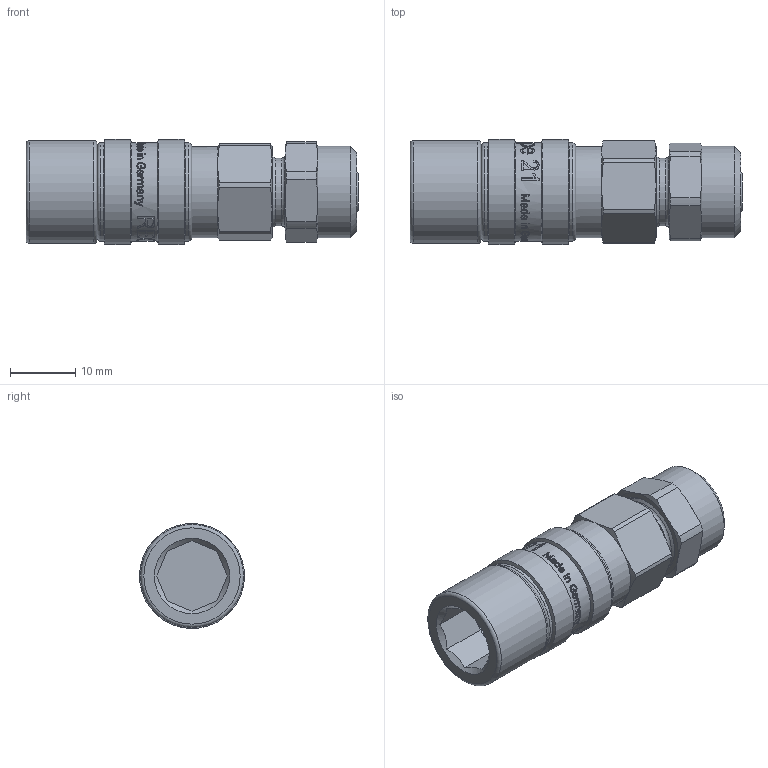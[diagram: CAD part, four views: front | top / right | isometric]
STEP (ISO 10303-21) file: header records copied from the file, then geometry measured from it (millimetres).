
FILE_DESCRIPTION((''),'2;1');
FILE_NAME('21kbko08rvx8.stp','2016-04-04T08:58:48',('AS035480'),(''),'Autodesk Inventor 2013','Autodesk Inventor 2013','');
FILE_SCHEMA(('AUTOMOTIVE_DESIGN { 1 0 10303 214 1 1 1 1 }'));
Length unit declared in the file: millimetre
Products named in the file (1): D114976
Bounding box: 51 x 16.13 x 16.13 mm (x, y, z)
Volume: 7195.4 mm3; surface area: 5349 mm2
Topology: 1 solids, 5 shells, 512 faces, 1342 edges, 882 vertices
Faces by surface type: bspline 211, plane 164, cylinder 72, cone 53, torus 12
Full cylindrical faces by diameter (mm): 6.05 x1, 6.7 x1, 10.4 x1, 10.7 x1, 11 x1, 11.4 x1, 12 x3, 12.1 x2, 12.15 x1, 12.5 x1, 12.6 x1, 14 x5, 15.1 x3, 15.8 x1, 16.15 x2
Entity records: 64889 total; most frequent: CARTESIAN_POINT 53901, ORIENTED_EDGE 2514, DIRECTION 1409, EDGE_CURVE 1257, VERTEX_POINT 861, EDGE_LOOP 624, B_SPLINE_CURVE_WITH_KNOTS 555, FACE_OUTER_BOUND 511
